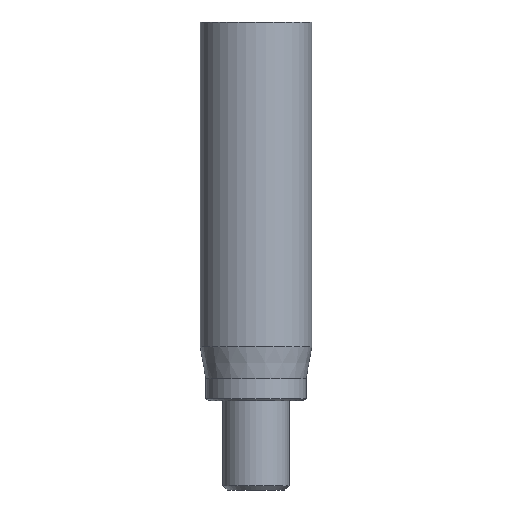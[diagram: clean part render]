
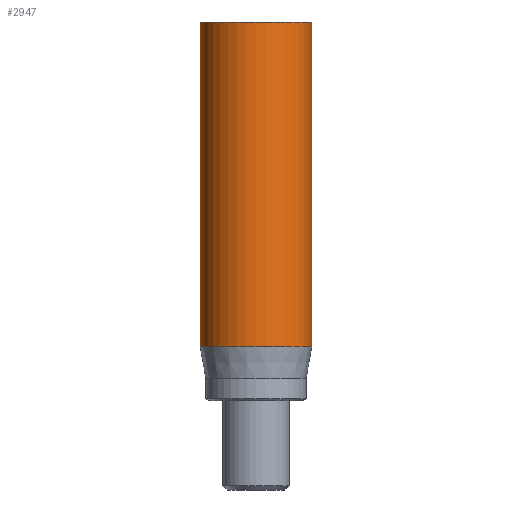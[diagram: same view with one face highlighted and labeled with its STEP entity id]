
A CAD part, front view. The second image highlights one B-rep face of the part: STEP entity #2947.
In plain terms, the highlighted cylindrical face has radius 2.5 mm (diameter 5 mm), a full revolution.
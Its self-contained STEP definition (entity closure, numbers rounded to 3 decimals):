
#61=CYLINDRICAL_SURFACE('',#3160,2.5);
#81=CIRCLE('',#3158,2.5);
#82=CIRCLE('',#3159,2.5);
#83=CIRCLE('',#3161,2.5);
#280=FACE_OUTER_BOUND('',#448,.T.);
#448=EDGE_LOOP('',(#2329,#2330,#2331,#2332,#2333));
#666=LINE('',#4981,#890);
#890=VECTOR('',#3495,2.5);
#1320=VERTEX_POINT('',#4973);
#1321=VERTEX_POINT('',#4974);
#1322=VERTEX_POINT('',#4979);
#1702=EDGE_CURVE('',#1320,#1321,#81,.T.);
#1703=EDGE_CURVE('',#1321,#1320,#82,.T.);
#1705=EDGE_CURVE('',#1322,#1322,#83,.T.);
#1706=EDGE_CURVE('',#1322,#1320,#666,.T.);
#2329=ORIENTED_EDGE('',*,*,#1705,.T.);
#2330=ORIENTED_EDGE('',*,*,#1706,.T.);
#2331=ORIENTED_EDGE('',*,*,#1702,.T.);
#2332=ORIENTED_EDGE('',*,*,#1703,.T.);
#2333=ORIENTED_EDGE('',*,*,#1706,.F.);
#2947=ADVANCED_FACE('',(#280),#61,.T.);
#3158=AXIS2_PLACEMENT_3D('',#4975,#3486,#3487);
#3159=AXIS2_PLACEMENT_3D('',#4976,#3488,#3489);
#3160=AXIS2_PLACEMENT_3D('',#4978,#3491,#3492);
#3161=AXIS2_PLACEMENT_3D('',#4980,#3493,#3494);
#3486=DIRECTION('center_axis',(0.,0.,1.));
#3487=DIRECTION('ref_axis',(-1.,0.,0.));
#3488=DIRECTION('center_axis',(0.,0.,1.));
#3489=DIRECTION('ref_axis',(-1.,0.,0.));
#3491=DIRECTION('center_axis',(0.,0.,1.));
#3492=DIRECTION('ref_axis',(-1.,0.,0.));
#3493=DIRECTION('center_axis',(0.,0.,-1.));
#3494=DIRECTION('ref_axis',(-1.,0.,0.));
#3495=DIRECTION('',(0.,0.,-1.));
#4973=CARTESIAN_POINT('',(2.5,0.,2.418));
#4974=CARTESIAN_POINT('',(-2.5,0.,2.418));
#4975=CARTESIAN_POINT('Origin',(0.,0.,2.418));
#4976=CARTESIAN_POINT('Origin',(0.,0.,2.418));
#4978=CARTESIAN_POINT('Origin',(0.,0.,0.));
#4979=CARTESIAN_POINT('',(2.5,0.,17.));
#4980=CARTESIAN_POINT('Origin',(0.,0.,17.));
#4981=CARTESIAN_POINT('',(2.5,0.,0.));
